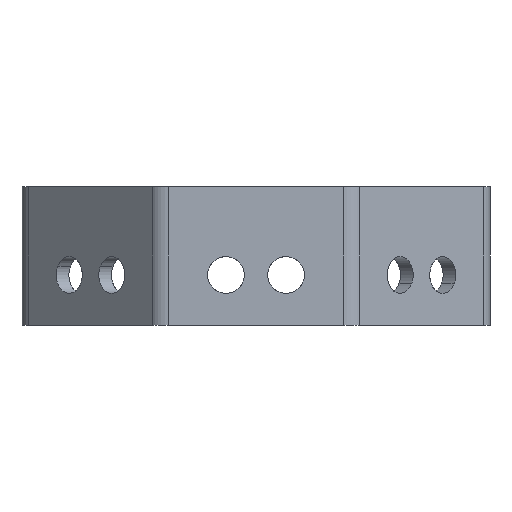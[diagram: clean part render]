
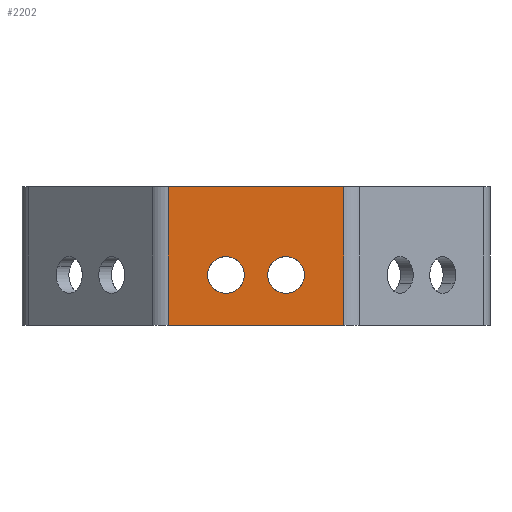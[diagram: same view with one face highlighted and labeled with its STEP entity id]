
A CAD part, front view. The second image highlights one B-rep face of the part: STEP entity #2202.
In plain terms, the highlighted planar face has unit normal (0, -1, 0).
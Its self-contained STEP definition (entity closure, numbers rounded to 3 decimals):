
#1234=AXIS2_PLACEMENT_3D('Circle Axis2P3D',#1232,#1233,$) ;
#1251=AXIS2_PLACEMENT_3D('Circle Axis2P3D',#1249,#1250,$) ;
#1291=AXIS2_PLACEMENT_3D('Circle Axis2P3D',#1289,#1290,$) ;
#1308=AXIS2_PLACEMENT_3D('Circle Axis2P3D',#1306,#1307,$) ;
#2167=AXIS2_PLACEMENT_3D('Plane Axis2P3D',#2164,#2165,#2166) ;
#1215=CARTESIAN_POINT('Vertex',(-6.26,-105.,18.545)) ;
#1229=CARTESIAN_POINT('Vertex',(-20.74,-105.,26.455)) ;
#1232=CARTESIAN_POINT('Axis2P3D Location',(-13.5,-105.,22.5)) ;
#1249=CARTESIAN_POINT('Axis2P3D Location',(-13.5,-105.,22.5)) ;
#1272=CARTESIAN_POINT('Vertex',(20.74,-105.,18.545)) ;
#1286=CARTESIAN_POINT('Vertex',(6.26,-105.,26.455)) ;
#1289=CARTESIAN_POINT('Axis2P3D Location',(13.5,-105.,22.5)) ;
#1306=CARTESIAN_POINT('Axis2P3D Location',(13.5,-105.,22.5)) ;
#2142=CARTESIAN_POINT('Vertex',(39.35,-105.,62.)) ;
#2145=CARTESIAN_POINT('Line Origine',(39.35,-105.,31.)) ;
#2149=CARTESIAN_POINT('Vertex',(39.35,-105.,0.)) ;
#2164=CARTESIAN_POINT('Axis2P3D Location',(43.492,-105.,0.)) ;
#2169=CARTESIAN_POINT('Line Origine',(0.,-105.,62.)) ;
#2173=CARTESIAN_POINT('Vertex',(-39.35,-105.,62.)) ;
#2176=CARTESIAN_POINT('Line Origine',(-39.35,-105.,31.)) ;
#2180=CARTESIAN_POINT('Vertex',(-39.35,-105.,0.)) ;
#2183=CARTESIAN_POINT('Line Origine',(0.,-105.,0.)) ;
#1233=DIRECTION('Axis2P3D Direction',(0.,1.,0.)) ;
#1250=DIRECTION('Axis2P3D Direction',(0.,1.,0.)) ;
#1290=DIRECTION('Axis2P3D Direction',(0.,1.,0.)) ;
#1307=DIRECTION('Axis2P3D Direction',(0.,1.,0.)) ;
#2146=DIRECTION('Vector Direction',(0.,0.,1.)) ;
#2165=DIRECTION('Axis2P3D Direction',(0.,1.,-0.)) ;
#2166=DIRECTION('Axis2P3D XDirection',(-1.,0.,0.)) ;
#2170=DIRECTION('Vector Direction',(-1.,0.,0.)) ;
#2177=DIRECTION('Vector Direction',(0.,0.,1.)) ;
#2184=DIRECTION('Vector Direction',(-1.,0.,0.)) ;
#2147=VECTOR('Line Direction',#2146,1.) ;
#2171=VECTOR('Line Direction',#2170,1.) ;
#2178=VECTOR('Line Direction',#2177,1.) ;
#2185=VECTOR('Line Direction',#2184,1.) ;
#2189=ORIENTED_EDGE('',*,*,#2151,.T.) ;
#2190=ORIENTED_EDGE('',*,*,#2175,.F.) ;
#2191=ORIENTED_EDGE('',*,*,#2182,.F.) ;
#2192=ORIENTED_EDGE('',*,*,#2187,.T.) ;
#2195=ORIENTED_EDGE('',*,*,#1310,.T.) ;
#2196=ORIENTED_EDGE('',*,*,#1293,.T.) ;
#2199=ORIENTED_EDGE('',*,*,#1253,.T.) ;
#2200=ORIENTED_EDGE('',*,*,#1236,.T.) ;
#2197=FACE_BOUND('',#2194,.T.) ;
#2201=FACE_BOUND('',#2198,.T.) ;
#2202=ADVANCED_FACE('PartBody',(#2193,#2197,#2201),#2168,.F.) ;
#1235=CIRCLE('generated circle',#1234,8.25) ;
#1252=CIRCLE('generated circle',#1251,8.25) ;
#1292=CIRCLE('generated circle',#1291,8.25) ;
#1309=CIRCLE('generated circle',#1308,8.25) ;
#1236=EDGE_CURVE('',#1216,#1230,#1235,.T.) ;
#1253=EDGE_CURVE('',#1230,#1216,#1252,.T.) ;
#1293=EDGE_CURVE('',#1273,#1287,#1292,.T.) ;
#1310=EDGE_CURVE('',#1287,#1273,#1309,.T.) ;
#2151=EDGE_CURVE('',#2150,#2143,#2148,.T.) ;
#2175=EDGE_CURVE('',#2174,#2143,#2172,.F.) ;
#2182=EDGE_CURVE('',#2181,#2174,#2179,.T.) ;
#2187=EDGE_CURVE('',#2181,#2150,#2186,.F.) ;
#2188=EDGE_LOOP('',(#2189,#2190,#2191,#2192)) ;
#2194=EDGE_LOOP('',(#2195,#2196)) ;
#2198=EDGE_LOOP('',(#2199,#2200)) ;
#2193=FACE_OUTER_BOUND('',#2188,.T.) ;
#2148=LINE('Line',#2145,#2147) ;
#2172=LINE('Line',#2169,#2171) ;
#2179=LINE('Line',#2176,#2178) ;
#2186=LINE('Line',#2183,#2185) ;
#2168=PLANE('',#2167) ;
#1216=VERTEX_POINT('',#1215) ;
#1230=VERTEX_POINT('',#1229) ;
#1273=VERTEX_POINT('',#1272) ;
#1287=VERTEX_POINT('',#1286) ;
#2143=VERTEX_POINT('',#2142) ;
#2150=VERTEX_POINT('',#2149) ;
#2174=VERTEX_POINT('',#2173) ;
#2181=VERTEX_POINT('',#2180) ;
